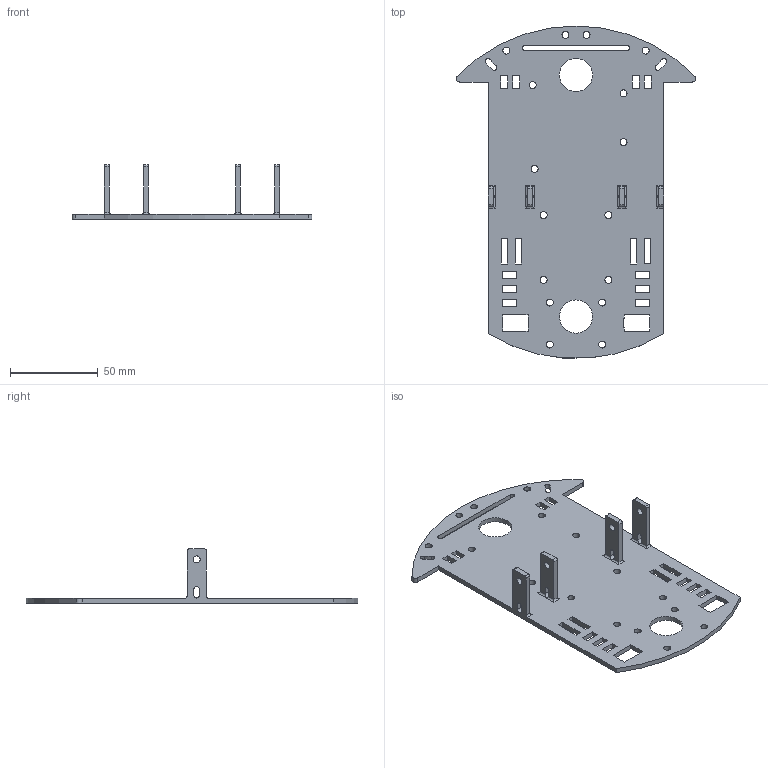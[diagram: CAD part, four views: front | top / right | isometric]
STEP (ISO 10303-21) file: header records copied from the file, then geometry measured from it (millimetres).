
FILE_DESCRIPTION(/* description */ ('Arduino 2WD Robot Chassis'),/* implementation_level */ '2;1');
FILE_NAME(/* name */ 'frame',/* time_stamp */ '2017-10-21T20:26:59+03:00',/* author */ ('Mario Metshein'),/* organization */ ('metshein.com'),/* preprocessor_version */ 'ST-DEVELOPER v16.7',/* originating_system */ 'DEX',/* authorisation */ $);
FILE_SCHEMA (('AUTOMOTIVE_DESIGN {1 0 10303 214 3 1 1}'));
Length unit declared in the file: millimetre
Products named in the file (1): frame
Bounding box: 137.02 x 189.7 x 30.9 mm (x, y, z)
Volume: 49865.4 mm3; surface area: 40858.4 mm2
Topology: 1 solids, 1 shells, 180 faces, 537 edges, 355 vertices
Faces by surface type: plane 114, cylinder 66
Full cylindrical faces by diameter (mm): 4 x20, 19 x2
Entity records: 6144 total; most frequent: CARTESIAN_POINT 1093, ORIENTED_EDGE 1024, DIRECTION 994, EDGE_CURVE 512, LINE 380, VECTOR 380, VERTEX_POINT 352, AXIS2_PLACEMENT_3D 307
